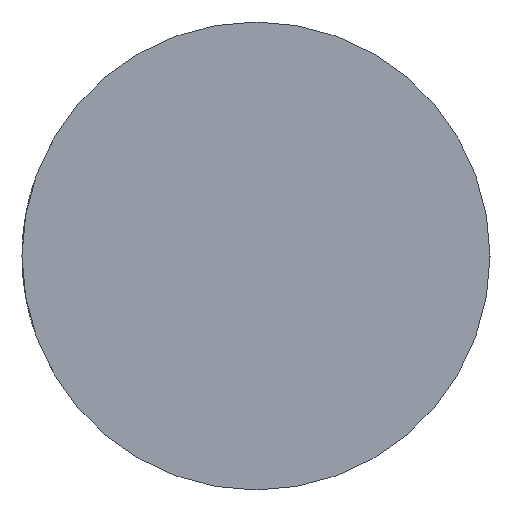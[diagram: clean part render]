
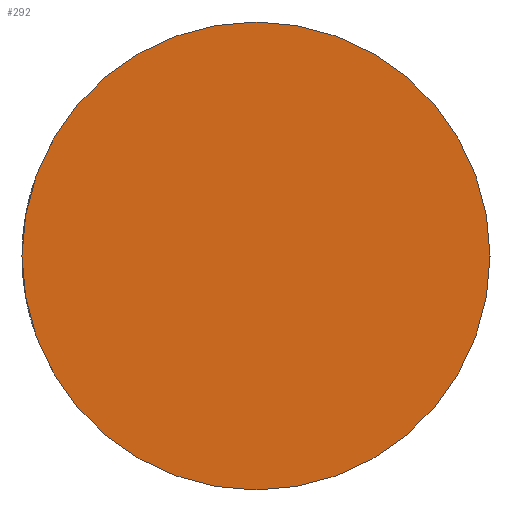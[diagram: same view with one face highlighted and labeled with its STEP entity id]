
A CAD part, left-side view. The second image highlights one B-rep face of the part: STEP entity #292.
In plain terms, the highlighted planar face has unit normal (-1, 0, 0).
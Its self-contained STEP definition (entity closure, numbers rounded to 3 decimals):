
#93 = FACE_OUTER_BOUND ( 'NONE', #126, .T. ) ;
#104 = ORIENTED_EDGE ( 'NONE', *, *, #964, .T. ) ;
#119 = CIRCLE ( 'NONE', #886, 21.4 ) ;
#126 = EDGE_LOOP ( 'NONE', ( #104, #530 ) ) ;
#154 = AXIS2_PLACEMENT_3D ( 'NONE', #1013, #765, #586 ) ;
#169 = DIRECTION ( 'NONE',  ( -1., 0., 0. ) ) ;
#292 = ADVANCED_FACE ( 'NONE', ( #93 ), #482, .F. ) ;
#474 = CIRCLE ( 'NONE', #154, 21.4 ) ;
#482 = PLANE ( 'NONE',  #838 ) ;
#496 = DIRECTION ( 'NONE',  ( 0., 1., 0. ) ) ;
#520 = VERTEX_POINT ( 'NONE', #775 ) ;
#530 = ORIENTED_EDGE ( 'NONE', *, *, #634, .T. ) ;
#572 = DIRECTION ( 'NONE',  ( 1., 0., 0. ) ) ;
#586 = DIRECTION ( 'NONE',  ( 0., -1., 0. ) ) ;
#612 = VERTEX_POINT ( 'NONE', #974 ) ;
#634 = EDGE_CURVE ( 'NONE', #612, #520, #119, .T. ) ;
#744 = CARTESIAN_POINT ( 'NONE',  ( -104., 0., 0. ) ) ;
#765 = DIRECTION ( 'NONE',  ( -1., 0., 0. ) ) ;
#775 = CARTESIAN_POINT ( 'NONE',  ( -104., -21.4, 0. ) ) ;
#811 = DIRECTION ( 'NONE',  ( 0., -1., 0. ) ) ;
#838 = AXIS2_PLACEMENT_3D ( 'NONE', #744, #572, #496 ) ;
#886 = AXIS2_PLACEMENT_3D ( 'NONE', #891, #169, #811 ) ;
#891 = CARTESIAN_POINT ( 'NONE',  ( -104., 0., 0. ) ) ;
#964 = EDGE_CURVE ( 'NONE', #520, #612, #474, .T. ) ;
#974 = CARTESIAN_POINT ( 'NONE',  ( -104., 21.4, 0. ) ) ;
#1013 = CARTESIAN_POINT ( 'NONE',  ( -104., 0., 0. ) ) ;
